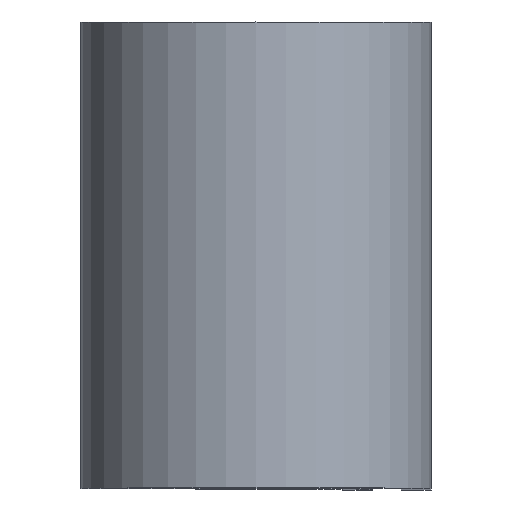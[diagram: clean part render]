
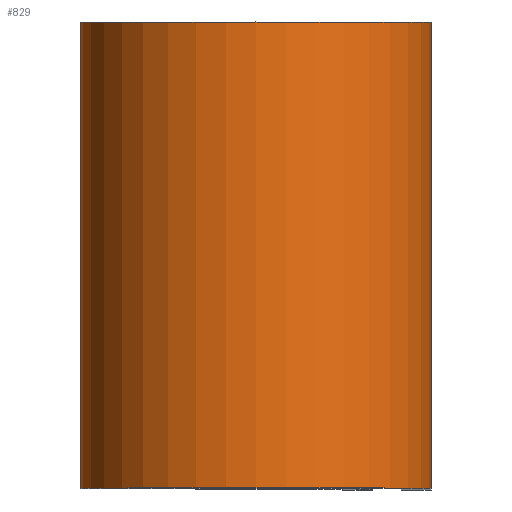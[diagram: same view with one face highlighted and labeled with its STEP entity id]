
A CAD part, top view. The second image highlights one B-rep face of the part: STEP entity #829.
In plain terms, the highlighted cylindrical face has radius 4.775 mm (diameter 9.55 mm), a partial arc.
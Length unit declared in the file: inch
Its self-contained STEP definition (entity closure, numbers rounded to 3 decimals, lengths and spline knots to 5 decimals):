
#7 = EDGE_CURVE ( 'NONE', #239, #278, #656, .T. ) ;
#50 = AXIS2_PLACEMENT_3D ( 'NONE', #417, #87, #821 ) ;
#81 = CARTESIAN_POINT ( 'NONE',  ( -0.188, 0.25, 0.312 ) ) ;
#86 = AXIS2_PLACEMENT_3D ( 'NONE', #528, #128, #605 ) ;
#87 = DIRECTION ( 'NONE',  ( 0., -1., 0. ) ) ;
#127 = CYLINDRICAL_SURFACE ( 'NONE', #50, 0.188 ) ;
#128 = DIRECTION ( 'NONE',  ( 0., 1., 0. ) ) ;
#206 = CARTESIAN_POINT ( 'NONE',  ( 0.188, 0.25, 0.312 ) ) ;
#224 = CARTESIAN_POINT ( 'NONE',  ( 0.188, 0.25, 0.312 ) ) ;
#228 = VERTEX_POINT ( 'NONE', #480 ) ;
#239 = VERTEX_POINT ( 'NONE', #81 ) ;
#254 = CARTESIAN_POINT ( 'NONE',  ( -0.188, 0.25, 0.312 ) ) ;
#278 = VERTEX_POINT ( 'NONE', #285 ) ;
#285 = CARTESIAN_POINT ( 'NONE',  ( -0.188, -0.25, 0.312 ) ) ;
#290 = DIRECTION ( 'NONE',  ( 0., 1., 0. ) ) ;
#379 = ORIENTED_EDGE ( 'NONE', *, *, #7, .T. ) ;
#390 = LINE ( 'NONE', #206, #557 ) ;
#400 = ORIENTED_EDGE ( 'NONE', *, *, #733, .F. ) ;
#417 = CARTESIAN_POINT ( 'NONE',  ( 0., 0.25, 0.312 ) ) ;
#426 = EDGE_CURVE ( 'NONE', #278, #228, #537, .T. ) ;
#450 = EDGE_LOOP ( 'NONE', ( #583, #400, #729, #379 ) ) ;
#472 = VECTOR ( 'NONE', #514, 39.37008 ) ;
#480 = CARTESIAN_POINT ( 'NONE',  ( 0.188, -0.25, 0.312 ) ) ;
#514 = DIRECTION ( 'NONE',  ( 0., -1., 0. ) ) ;
#528 = CARTESIAN_POINT ( 'NONE',  ( 0., -0.25, 0.312 ) ) ;
#537 = CIRCLE ( 'NONE', #86, 0.188 ) ;
#557 = VECTOR ( 'NONE', #612, 39.37008 ) ;
#583 = ORIENTED_EDGE ( 'NONE', *, *, #426, .T. ) ;
#597 = VERTEX_POINT ( 'NONE', #224 ) ;
#605 = DIRECTION ( 'NONE',  ( 1., 0., 0. ) ) ;
#612 = DIRECTION ( 'NONE',  ( 0., -1., 0. ) ) ;
#650 = CIRCLE ( 'NONE', #835, 0.188 ) ;
#656 = LINE ( 'NONE', #254, #472 ) ;
#694 = CARTESIAN_POINT ( 'NONE',  ( 0., 0.25, 0.312 ) ) ;
#729 = ORIENTED_EDGE ( 'NONE', *, *, #848, .F. ) ;
#733 = EDGE_CURVE ( 'NONE', #597, #228, #390, .T. ) ;
#762 = DIRECTION ( 'NONE',  ( 1., 0., 0. ) ) ;
#821 = DIRECTION ( 'NONE',  ( 0., 0., -1. ) ) ;
#829 = ADVANCED_FACE ( 'NONE', ( #844 ), #127, .T. ) ;
#835 = AXIS2_PLACEMENT_3D ( 'NONE', #694, #290, #762 ) ;
#844 = FACE_OUTER_BOUND ( 'NONE', #450, .T. ) ;
#848 = EDGE_CURVE ( 'NONE', #239, #597, #650, .T. ) ;
